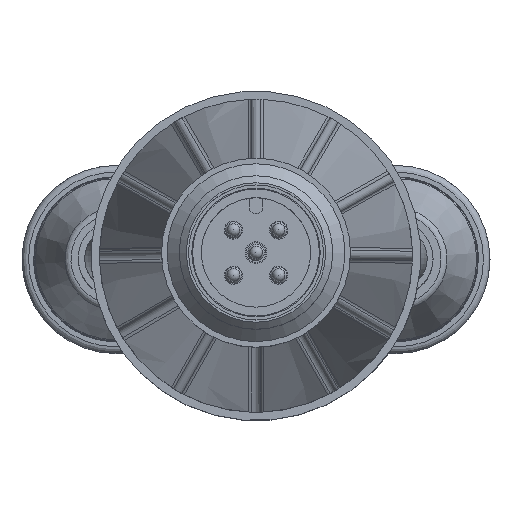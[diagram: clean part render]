
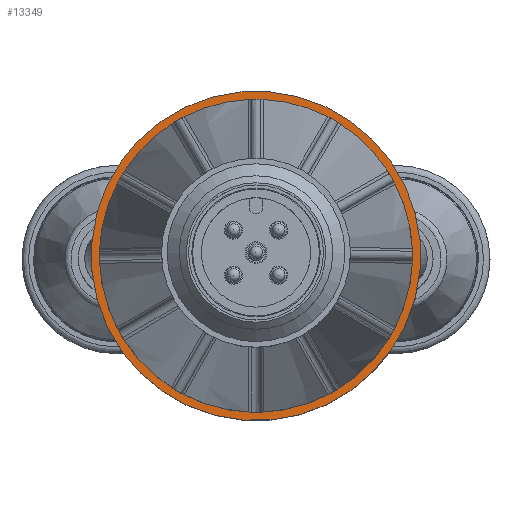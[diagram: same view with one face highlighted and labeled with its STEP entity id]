
A CAD part, top view. The second image highlights one B-rep face of the part: STEP entity #13349.
In plain terms, the highlighted planar face has unit normal (0, 0, 1).
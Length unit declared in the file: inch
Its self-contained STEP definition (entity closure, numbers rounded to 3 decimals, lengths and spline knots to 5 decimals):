
#2525=FACE_BOUND('',#4175,.T.);
#3279=FACE_OUTER_BOUND('',#4174,.T.);
#4174=EDGE_LOOP('',(#11364));
#4175=EDGE_LOOP('',(#11365));
#4582=CIRCLE('',#14171,0.445);
#4776=CIRCLE('',#14793,0.5);
#5492=VERTEX_POINT('',#25300);
#5970=VERTEX_POINT('',#27810);
#7026=EDGE_CURVE('',#5492,#5492,#4582,.T.);
#7782=EDGE_CURVE('',#5970,#5970,#4776,.T.);
#11364=ORIENTED_EDGE('',*,*,#7782,.F.);
#11365=ORIENTED_EDGE('',*,*,#7026,.F.);
#11852=PLANE('',#14792);
#13349=ADVANCED_FACE('',(#3279,#2525),#11852,.T.);
#14171=AXIS2_PLACEMENT_3D('',#25301,#16795,#16796);
#14792=AXIS2_PLACEMENT_3D('',#27809,#18367,#18368);
#14793=AXIS2_PLACEMENT_3D('',#27811,#18369,#18370);
#16795=DIRECTION('center_axis',(0.,0.,
1.));
#16796=DIRECTION('ref_axis',(1.,0.,0.));
#18367=DIRECTION('center_axis',(0.,0.,
1.));
#18368=DIRECTION('ref_axis',(0.965,0.263,0.));
#18369=DIRECTION('center_axis',(0.,0.,
-1.));
#18370=DIRECTION('ref_axis',(0.263,-0.965,0.));
#25300=CARTESIAN_POINT('',(0.,-0.445,-5.64727));
#25301=CARTESIAN_POINT('Origin',(0.,0.,
-5.64727));
#27809=CARTESIAN_POINT('Origin',(0.06569,-0.24122,
-5.64727));
#27810=CARTESIAN_POINT('',(0.13137,-0.48243,-5.64727));
#27811=CARTESIAN_POINT('Origin',(0.,0.,
-5.64727));
